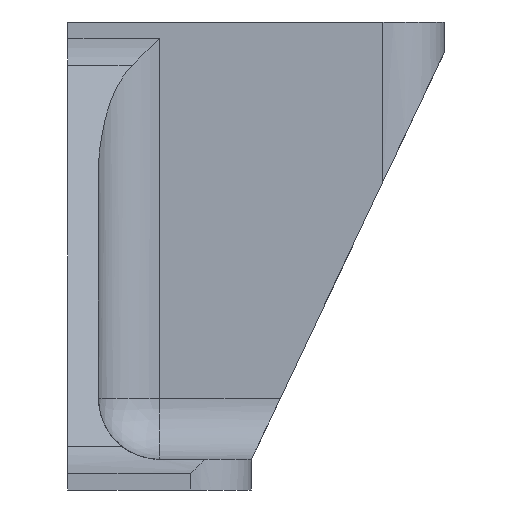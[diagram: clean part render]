
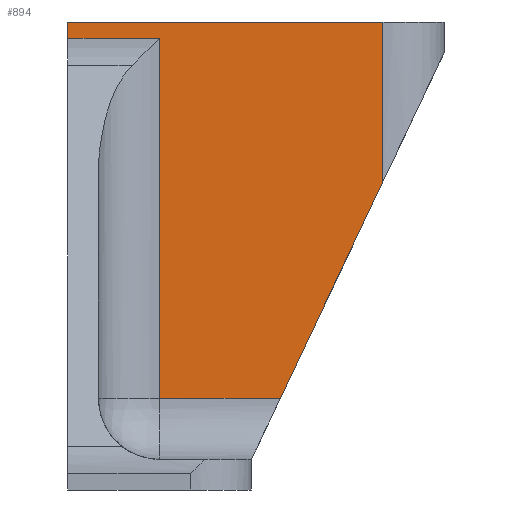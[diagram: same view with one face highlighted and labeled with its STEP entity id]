
A CAD part, left-side view. The second image highlights one B-rep face of the part: STEP entity #894.
In plain terms, the highlighted planar face has unit normal (-1, 0, 0).
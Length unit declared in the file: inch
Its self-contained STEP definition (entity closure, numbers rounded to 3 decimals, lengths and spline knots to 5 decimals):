
#31=PLANE('',#990);
#66=LINE('',#1366,#143);
#69=LINE('',#1374,#146);
#72=LINE('',#1386,#149);
#76=LINE('',#1396,#153);
#96=LINE('',#1488,#173);
#97=LINE('',#1491,#174);
#98=LINE('',#1492,#175);
#143=VECTOR('',#1067,0.3937);
#146=VECTOR('',#1074,0.3937);
#149=VECTOR('',#1087,0.3937);
#153=VECTOR('',#1095,0.3937);
#173=VECTOR('',#1165,0.3937);
#174=VECTOR('',#1170,0.3937);
#175=VECTOR('',#1171,0.3937);
#267=FACE_OUTER_BOUND('',#320,.T.);
#320=EDGE_LOOP('',(#697,#698,#699,#700,#701,#702,#703));
#394=VERTEX_POINT('',#1326);
#401=VERTEX_POINT('',#1363);
#405=VERTEX_POINT('',#1373);
#406=VERTEX_POINT('',#1379);
#409=VERTEX_POINT('',#1384);
#413=VERTEX_POINT('',#1394);
#439=VERTEX_POINT('',#1487);
#486=EDGE_CURVE('',#401,#394,#66,.T.);
#490=EDGE_CURVE('',#394,#405,#69,.T.);
#496=EDGE_CURVE('',#409,#406,#72,.T.);
#501=EDGE_CURVE('',#409,#413,#76,.T.);
#537=EDGE_CURVE('',#439,#405,#96,.T.);
#539=EDGE_CURVE('',#401,#406,#97,.T.);
#540=EDGE_CURVE('',#439,#413,#98,.T.);
#697=ORIENTED_EDGE('',*,*,#486,.F.);
#698=ORIENTED_EDGE('',*,*,#539,.T.);
#699=ORIENTED_EDGE('',*,*,#496,.F.);
#700=ORIENTED_EDGE('',*,*,#501,.T.);
#701=ORIENTED_EDGE('',*,*,#540,.F.);
#702=ORIENTED_EDGE('',*,*,#537,.T.);
#703=ORIENTED_EDGE('',*,*,#490,.F.);
#894=ADVANCED_FACE('',(#267),#31,.T.);
#990=AXIS2_PLACEMENT_3D('',#1490,#1168,#1169);
#1067=DIRECTION('',(0.,1.,0.));
#1074=DIRECTION('',(0.,0.,1.));
#1087=DIRECTION('',(0.,0.,-1.));
#1095=DIRECTION('',(0.,1.,0.));
#1165=DIRECTION('',(0.,-1.,0.));
#1168=DIRECTION('center_axis',(-1.,0.,0.));
#1169=DIRECTION('ref_axis',(0.,1.,0.));
#1170=DIRECTION('',(0.,-0.428,0.904));
#1171=DIRECTION('',(0.,0.,1.));
#1326=CARTESIAN_POINT('',(-0.7875,0.0625,0.375));
#1363=CARTESIAN_POINT('',(-0.7875,-0.43096,0.375));
#1366=CARTESIAN_POINT('',(-0.7875,-0.54212,0.375));
#1373=CARTESIAN_POINT('',(-0.7875,0.0625,1.84756));
#1374=CARTESIAN_POINT('',(-0.7875,0.0625,1.43475));
#1379=CARTESIAN_POINT('',(-0.7875,-0.8505,1.2604));
#1384=CARTESIAN_POINT('',(-0.7875,-0.8505,1.913));
#1386=CARTESIAN_POINT('',(-0.7875,-0.8505,1.913));
#1394=CARTESIAN_POINT('',(-0.7875,0.4375,1.913));
#1396=CARTESIAN_POINT('',(-0.7875,-1.1005,1.913));
#1487=CARTESIAN_POINT('',(-0.7875,0.4375,1.84756));
#1488=CARTESIAN_POINT('',(-0.7875,-0.394,1.84756));
#1490=CARTESIAN_POINT('Origin',(-0.7875,-1.1005,1.913));
#1491=CARTESIAN_POINT('',(-0.7875,-0.3125,0.125));
#1492=CARTESIAN_POINT('',(-0.7875,0.4375,1.43475));
